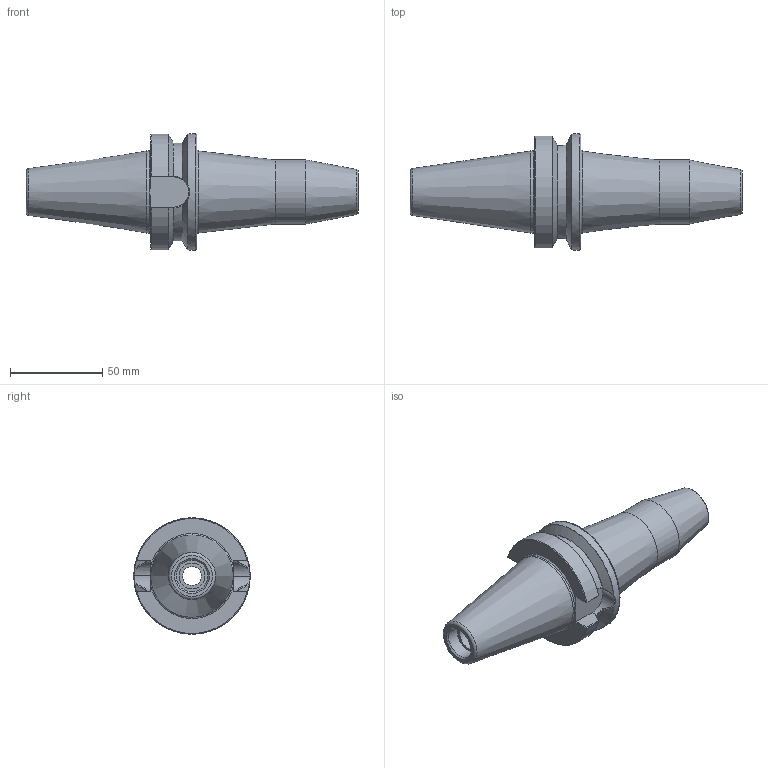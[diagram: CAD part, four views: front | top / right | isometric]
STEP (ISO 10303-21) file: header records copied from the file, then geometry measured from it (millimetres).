
FILE_DESCRIPTION(/* description */ (''),/* implementation_level */ '2;1');
FILE_NAME(/* name */ 'BT40-SF.625-4.5T.step',/* time_stamp */ '2025-11-13T09:53:34-06:00',/* author */ (''),/* organization */ (''),/* preprocessor_version */ 'ST-DEVELOPER v20.1',/* originating_system */ 'Autodesk Translation Framework v14.21.0.0',/* authorisation */ '');
FILE_SCHEMA (('AUTOMOTIVE_DESIGN { 1 0 10303 214 3 1 1 }'));
Length unit declared in the file: inch
Products named in the file (1): BT40 Standard Template
Bounding box: 179.8 x 63 x 63 mm (x, y, z)
Volume: 192180.3 mm3; surface area: 34880.6 mm2
Topology: 1 solids, 1 shells, 87 faces, 231 edges, 149 vertices
Faces by surface type: plane 25, bspline 20, cylinder 16, cone 15, torus 11
Full cylindrical faces by diameter (mm): 10.16 x1, 13.843 x1, 15.875 x1, 17.15 x1, 17.399 x1, 34.798 x1, 44.45 x1, 63 x1
Entity records: 3533 total; most frequent: CARTESIAN_POINT 1464, ORIENTED_EDGE 462, DIRECTION 371, EDGE_CURVE 231, AXIS2_PLACEMENT_3D 150, VERTEX_POINT 149, EDGE_LOOP 92, FACE_OUTER_BOUND 87
